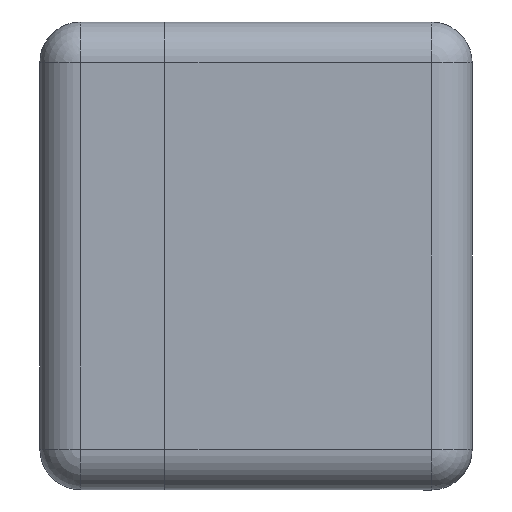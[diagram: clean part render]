
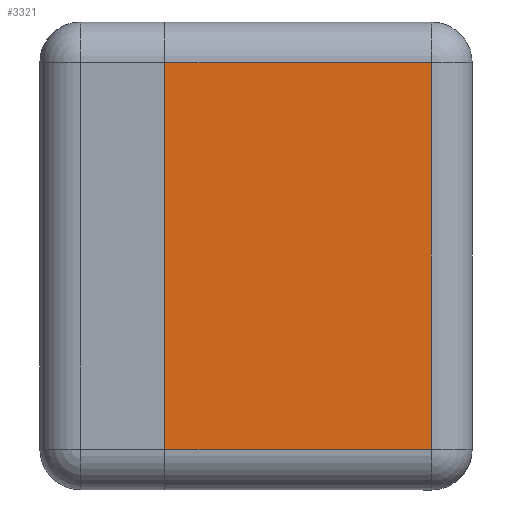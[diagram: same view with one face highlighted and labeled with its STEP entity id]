
A CAD part, left-side view. The second image highlights one B-rep face of the part: STEP entity #3321.
In plain terms, the highlighted planar face has unit normal (-1, 0, 0).
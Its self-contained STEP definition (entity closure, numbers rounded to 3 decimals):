
#1001 = EDGE_LOOP ( 'NONE', ( #6354, #24511, #25199, #30829 ) ) ;
#3321 = ADVANCED_FACE ( 'NONE', ( #8681 ), #17626, .T. ) ;
#3638 = VERTEX_POINT ( 'NONE', #3662 ) ;
#3662 = CARTESIAN_POINT ( 'NONE',  ( -385., -126.65, 190.014 ) ) ;
#3973 = VECTOR ( 'NONE', #46206, 1000. ) ;
#6354 = ORIENTED_EDGE ( 'NONE', *, *, #56438, .F. ) ;
#8561 = LINE ( 'NONE', #60410, #3973 ) ;
#8681 = FACE_OUTER_BOUND ( 'NONE', #1001, .T. ) ;
#10089 = DIRECTION ( 'NONE',  ( 0., 1., 0. ) ) ;
#13007 = CARTESIAN_POINT ( 'NONE',  ( -385., 123.35, 230.014 ) ) ;
#13604 = DIRECTION ( 'NONE',  ( -1., 0., 0. ) ) ;
#13661 = VERTEX_POINT ( 'NONE', #53496 ) ;
#13862 = CARTESIAN_POINT ( 'NONE',  ( -385., -126.65, 230.014 ) ) ;
#17626 = PLANE ( 'NONE',  #51790 ) ;
#19028 = CARTESIAN_POINT ( 'NONE',  ( -385., 123.35, 190.014 ) ) ;
#24511 = ORIENTED_EDGE ( 'NONE', *, *, #35473, .T. ) ;
#25199 = ORIENTED_EDGE ( 'NONE', *, *, #52260, .T. ) ;
#27044 = CARTESIAN_POINT ( 'NONE',  ( -385., 123.35, -190.014 ) ) ;
#29214 = VERTEX_POINT ( 'NONE', #31814 ) ;
#30784 = LINE ( 'NONE', #27044, #32443 ) ;
#30829 = ORIENTED_EDGE ( 'NONE', *, *, #31284, .T. ) ;
#31284 = EDGE_CURVE ( 'NONE', #3638, #29214, #33551, .T. ) ;
#31814 = CARTESIAN_POINT ( 'NONE',  ( -385., 135.35, 190.014 ) ) ;
#32423 = LINE ( 'NONE', #13862, #36215 ) ;
#32443 = VECTOR ( 'NONE', #40662, 1000. ) ;
#33551 = LINE ( 'NONE', #19028, #36167 ) ;
#35473 = EDGE_CURVE ( 'NONE', #13661, #42221, #30784, .T. ) ;
#36167 = VECTOR ( 'NONE', #10089, 1000. ) ;
#36215 = VECTOR ( 'NONE', #51536, 1000. ) ;
#40662 = DIRECTION ( 'NONE',  ( 0., -1., 0. ) ) ;
#42221 = VERTEX_POINT ( 'NONE', #55183 ) ;
#46206 = DIRECTION ( 'NONE',  ( 0., 0., 1. ) ) ;
#50665 = DIRECTION ( 'NONE',  ( 0., 0., 1. ) ) ;
#51536 = DIRECTION ( 'NONE',  ( 0., 0., 1. ) ) ;
#51790 = AXIS2_PLACEMENT_3D ( 'NONE', #13007, #13604, #50665 ) ;
#52260 = EDGE_CURVE ( 'NONE', #42221, #3638, #32423, .T. ) ;
#53496 = CARTESIAN_POINT ( 'NONE',  ( -385., 135.35, -190.014 ) ) ;
#55183 = CARTESIAN_POINT ( 'NONE',  ( -385., -126.65, -190.014 ) ) ;
#56438 = EDGE_CURVE ( 'NONE', #13661, #29214, #8561, .T. ) ;
#60410 = CARTESIAN_POINT ( 'NONE',  ( -385., 135.35, 230.014 ) ) ;
